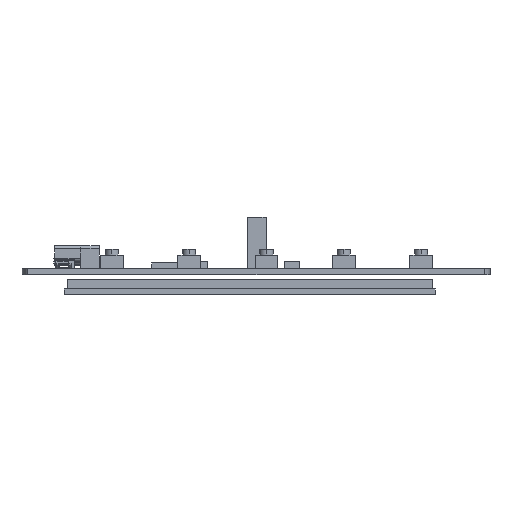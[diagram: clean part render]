
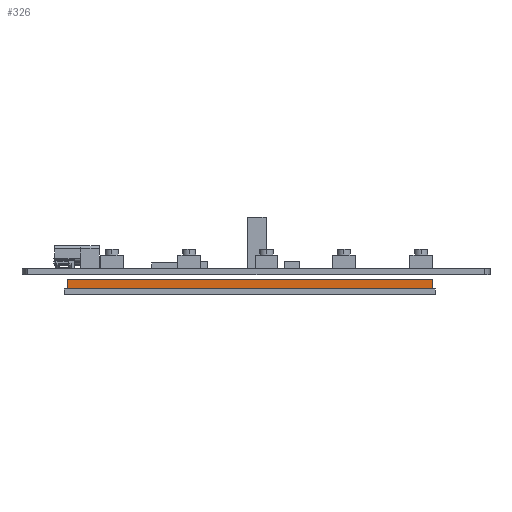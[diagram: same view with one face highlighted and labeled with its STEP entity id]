
A CAD part, left-side view. The second image highlights one B-rep face of the part: STEP entity #326.
In plain terms, the highlighted planar face has unit normal (-1, 0, 0).
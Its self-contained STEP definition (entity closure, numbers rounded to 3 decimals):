
#69=DIRECTION('',(0.,1.,0.));
#70=VECTOR('',#69,97.);
#71=CARTESIAN_POINT('',(-81.8,-46.85,-5.4));
#72=LINE('',#71,#70);
#85=DIRECTION('',(0.,0.,-1.));
#86=VECTOR('',#85,2.6);
#87=CARTESIAN_POINT('',(-81.8,-46.85,-2.8));
#88=LINE('',#87,#86);
#93=DIRECTION('',(0.,-1.,0.));
#94=VECTOR('',#93,97.);
#95=CARTESIAN_POINT('',(-81.8,50.15,-2.8));
#96=LINE('',#95,#94);
#109=DIRECTION('',(0.,0.,-1.));
#110=VECTOR('',#109,2.6);
#111=CARTESIAN_POINT('',(-81.8,50.15,-2.8));
#112=LINE('',#111,#110);
#161=CARTESIAN_POINT('',(-81.8,50.15,-2.8));
#162=CARTESIAN_POINT('',(-81.8,-46.85,-2.8));
#163=VERTEX_POINT('',#161);
#164=VERTEX_POINT('',#162);
#169=CARTESIAN_POINT('',(-81.8,-46.85,-5.4));
#170=VERTEX_POINT('',#169);
#171=CARTESIAN_POINT('',(-81.8,50.15,-5.4));
#172=VERTEX_POINT('',#171);
#312=CARTESIAN_POINT('',(-81.8,-46.85,-5.4));
#313=DIRECTION('',(-1.,0.,0.));
#314=DIRECTION('',(0.,1.,0.));
#315=AXIS2_PLACEMENT_3D('',#312,#313,#314);
#316=PLANE('',#315);
#318=ORIENTED_EDGE('',*,*,#317,.T.);
#319=ORIENTED_EDGE('',*,*,#301,.T.);
#321=ORIENTED_EDGE('',*,*,#320,.F.);
#323=ORIENTED_EDGE('',*,*,#322,.T.);
#324=EDGE_LOOP('',(#318,#319,#321,#323));
#325=FACE_OUTER_BOUND('',#324,.F.);
#326=ADVANCED_FACE('',(#325),#316,.T.);
#301=EDGE_CURVE('',#170,#172,#72,.T.);
#317=EDGE_CURVE('',#164,#170,#88,.T.);
#320=EDGE_CURVE('',#163,#172,#112,.T.);
#322=EDGE_CURVE('',#163,#164,#96,.T.);
